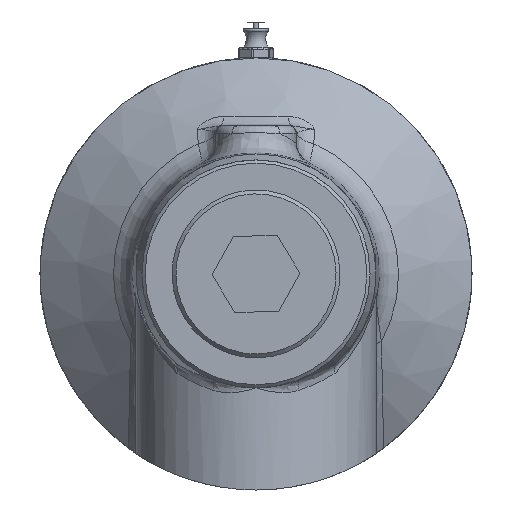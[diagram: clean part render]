
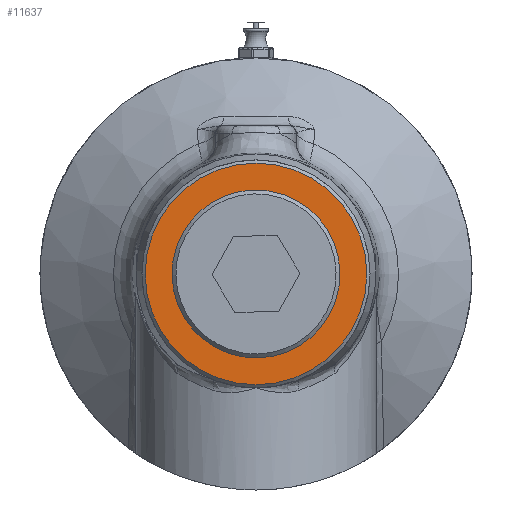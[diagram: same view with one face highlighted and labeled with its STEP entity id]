
A CAD part, left-side view. The second image highlights one B-rep face of the part: STEP entity #11637.
In plain terms, the highlighted planar face has unit normal (-1, 0, 0).
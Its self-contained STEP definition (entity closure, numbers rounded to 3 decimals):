
#568=PLANE('',#12401);
#666=FACE_BOUND('',#1979,.T.);
#1272=FACE_OUTER_BOUND('',#1978,.T.);
#1978=EDGE_LOOP('',(#10543));
#1979=EDGE_LOOP('',(#10544));
#2873=CIRCLE('',#12211,20.763);
#2973=CIRCLE('',#12400,27.7);
#5390=VERTEX_POINT('',#92347);
#5511=VERTEX_POINT('',#93143);
#6996=EDGE_CURVE('',#5390,#5390,#2873,.T.);
#7200=EDGE_CURVE('',#5511,#5511,#2973,.T.);
#10543=ORIENTED_EDGE('',*,*,#7200,.F.);
#10544=ORIENTED_EDGE('',*,*,#6996,.T.);
#11637=ADVANCED_FACE('',(#1272,#666),#568,.F.);
#12211=AXIS2_PLACEMENT_3D('',#92349,#14087,#14088);
#12400=AXIS2_PLACEMENT_3D('',#93145,#14555,#14556);
#12401=AXIS2_PLACEMENT_3D('',#93146,#14557,#14558);
#14087=DIRECTION('center_axis',(1.,0.,0.));
#14088=DIRECTION('ref_axis',(0.,1.,-0.018));
#14555=DIRECTION('center_axis',(1.,0.,0.));
#14556=DIRECTION('ref_axis',(0.,1.,0.));
#14557=DIRECTION('center_axis',(1.,0.,0.));
#14558=DIRECTION('ref_axis',(0.,0.,-1.));
#92347=CARTESIAN_POINT('',(-147.9,-20.759,0.383));
#92349=CARTESIAN_POINT('Origin',(-147.9,0.,0.));
#93143=CARTESIAN_POINT('',(-147.9,-27.7,0.));
#93145=CARTESIAN_POINT('Origin',(-147.9,0.,0.));
#93146=CARTESIAN_POINT('Origin',(-147.9,67.748,0.));
